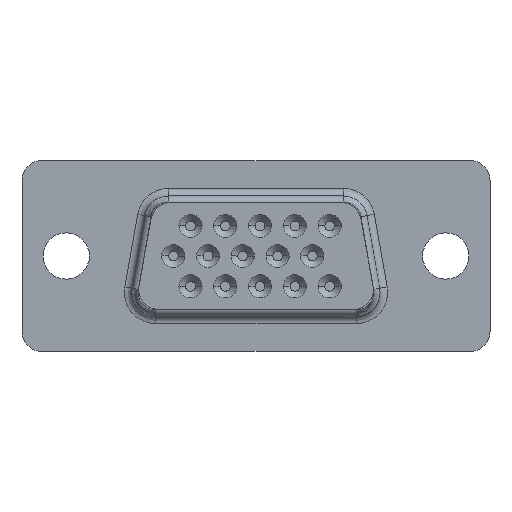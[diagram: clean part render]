
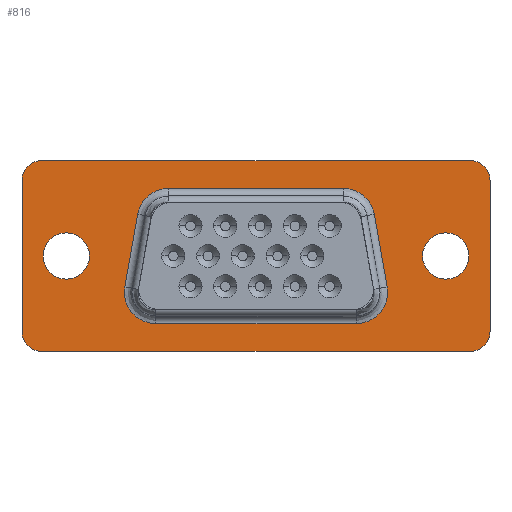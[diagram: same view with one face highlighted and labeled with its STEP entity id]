
A CAD part, front view. The second image highlights one B-rep face of the part: STEP entity #816.
In plain terms, the highlighted planar face has unit normal (0, -1, 0).
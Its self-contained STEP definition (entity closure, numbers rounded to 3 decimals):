
#101=FACE_BOUND('',#1503,.T.);
#102=FACE_BOUND('',#1504,.T.);
#103=FACE_BOUND('',#1505,.T.);
#104=FACE_BOUND('',#1506,.T.);
#816=ADVANCED_FACE('',(#101,#102,#103,#104),#972,.T.);
#972=PLANE('',#8240);
#1503=EDGE_LOOP('',(#2541,#2542));
#1504=EDGE_LOOP('',(#2543,#2544));
#1505=EDGE_LOOP('',(#2545,#2546,#2547,#2548,#2549,#2550,#2551,#2552));
#1506=EDGE_LOOP('',(#2553,#2554,#2555,#2556,#2557,#2558,#2559,#2560));
#2541=ORIENTED_EDGE('',*,*,#3940,.T.);
#2542=ORIENTED_EDGE('',*,*,#3936,.T.);
#2543=ORIENTED_EDGE('',*,*,#3946,.T.);
#2544=ORIENTED_EDGE('',*,*,#3942,.T.);
#2545=ORIENTED_EDGE('',*,*,#3980,.T.);
#2546=ORIENTED_EDGE('',*,*,#3981,.T.);
#2547=ORIENTED_EDGE('',*,*,#3982,.T.);
#2548=ORIENTED_EDGE('',*,*,#3983,.T.);
#2549=ORIENTED_EDGE('',*,*,#3984,.T.);
#2550=ORIENTED_EDGE('',*,*,#3985,.T.);
#2551=ORIENTED_EDGE('',*,*,#3986,.T.);
#2552=ORIENTED_EDGE('',*,*,#3987,.T.);
#2553=ORIENTED_EDGE('',*,*,#3979,.F.);
#2554=ORIENTED_EDGE('',*,*,#3956,.F.);
#2555=ORIENTED_EDGE('',*,*,#3961,.F.);
#2556=ORIENTED_EDGE('',*,*,#3964,.F.);
#2557=ORIENTED_EDGE('',*,*,#3967,.F.);
#2558=ORIENTED_EDGE('',*,*,#3970,.F.);
#2559=ORIENTED_EDGE('',*,*,#3973,.F.);
#2560=ORIENTED_EDGE('',*,*,#3976,.F.);
#3328=VERTEX_POINT('',#11910);
#3329=VERTEX_POINT('',#11911);
#3332=VERTEX_POINT('',#11926);
#3333=VERTEX_POINT('',#11927);
#3344=VERTEX_POINT('',#11959);
#3345=VERTEX_POINT('',#11960);
#3348=VERTEX_POINT('',#11969);
#3350=VERTEX_POINT('',#11975);
#3352=VERTEX_POINT('',#11981);
#3354=VERTEX_POINT('',#11987);
#3356=VERTEX_POINT('',#11993);
#3358=VERTEX_POINT('',#11999);
#3360=VERTEX_POINT('',#12007);
#3361=VERTEX_POINT('',#12008);
#3362=VERTEX_POINT('',#12010);
#3363=VERTEX_POINT('',#12012);
#3364=VERTEX_POINT('',#12014);
#3365=VERTEX_POINT('',#12016);
#3366=VERTEX_POINT('',#12018);
#3367=VERTEX_POINT('',#12020);
#3936=EDGE_CURVE('',#3328,#3329,#4460,.T.);
#3940=EDGE_CURVE('',#3329,#3328,#4462,.T.);
#3942=EDGE_CURVE('',#3332,#3333,#4464,.T.);
#3946=EDGE_CURVE('',#3333,#3332,#4466,.T.);
#3956=EDGE_CURVE('',#3344,#3345,#4472,.T.);
#3961=EDGE_CURVE('',#3348,#3344,#5460,.T.);
#3964=EDGE_CURVE('',#3350,#3348,#4473,.T.);
#3967=EDGE_CURVE('',#3352,#3350,#5465,.T.);
#3970=EDGE_CURVE('',#3354,#3352,#4474,.T.);
#3973=EDGE_CURVE('',#3356,#3354,#5470,.T.);
#3976=EDGE_CURVE('',#3358,#3356,#4475,.T.);
#3979=EDGE_CURVE('',#3345,#3358,#5475,.T.);
#3980=EDGE_CURVE('',#3360,#3361,#4476,.T.);
#3981=EDGE_CURVE('',#3361,#3362,#5476,.T.);
#3982=EDGE_CURVE('',#3362,#3363,#4477,.T.);
#3983=EDGE_CURVE('',#3363,#3364,#5477,.T.);
#3984=EDGE_CURVE('',#3364,#3365,#4478,.T.);
#3985=EDGE_CURVE('',#3365,#3366,#5478,.T.);
#3986=EDGE_CURVE('',#3366,#3367,#4479,.T.);
#3987=EDGE_CURVE('',#3367,#3360,#5479,.T.);
#4460=CIRCLE('',#8211,1.525);
#4462=CIRCLE('',#8213,1.525);
#4464=CIRCLE('',#8215,1.525);
#4466=CIRCLE('',#8217,1.525);
#4472=CIRCLE('',#8224,1.3);
#4473=CIRCLE('',#8227,1.3);
#4474=CIRCLE('',#8230,1.3);
#4475=CIRCLE('',#8233,1.3);
#4476=CIRCLE('',#8236,2.06);
#4477=CIRCLE('',#8237,2.06);
#4478=CIRCLE('',#8238,2.06);
#4479=CIRCLE('',#8239,2.06);
#5460=LINE('',#11968,#5918);
#5465=LINE('',#11980,#5923);
#5470=LINE('',#11992,#5928);
#5475=LINE('',#12004,#5933);
#5476=LINE('',#12009,#5934);
#5477=LINE('',#12013,#5935);
#5478=LINE('',#12017,#5936);
#5479=LINE('',#12021,#5937);
#5918=VECTOR('',#9598,1.);
#5923=VECTOR('',#9609,1.);
#5928=VECTOR('',#9620,1.);
#5933=VECTOR('',#9631,1.);
#5934=VECTOR('',#9636,1.);
#5935=VECTOR('',#9639,1.);
#5936=VECTOR('',#9642,1.);
#5937=VECTOR('',#9645,1.);
#8211=AXIS2_PLACEMENT_3D('',#11909,#9552,#9553);
#8213=AXIS2_PLACEMENT_3D('',#11920,#9559,#9560);
#8215=AXIS2_PLACEMENT_3D('',#11925,#9564,#9565);
#8217=AXIS2_PLACEMENT_3D('',#11936,#9571,#9572);
#8224=AXIS2_PLACEMENT_3D('',#11958,#9590,#9591);
#8227=AXIS2_PLACEMENT_3D('',#11974,#9603,#9604);
#8230=AXIS2_PLACEMENT_3D('',#11986,#9614,#9615);
#8233=AXIS2_PLACEMENT_3D('',#11998,#9625,#9626);
#8236=AXIS2_PLACEMENT_3D('',#12006,#9634,#9635);
#8237=AXIS2_PLACEMENT_3D('',#12011,#9637,#9638);
#8238=AXIS2_PLACEMENT_3D('',#12015,#9640,#9641);
#8239=AXIS2_PLACEMENT_3D('',#12019,#9643,#9644);
#8240=AXIS2_PLACEMENT_3D('',#12022,#9646,#9647);
#9552=DIRECTION('',(0.,1.,0.));
#9553=DIRECTION('',(-1.,0.,0.));
#9559=DIRECTION('',(0.,1.,0.));
#9560=DIRECTION('',(1.,0.,0.));
#9564=DIRECTION('',(0.,1.,0.));
#9565=DIRECTION('',(-1.,0.,0.));
#9571=DIRECTION('',(0.,1.,0.));
#9572=DIRECTION('',(1.,0.,0.));
#9590=DIRECTION('',(0.,1.,0.));
#9591=DIRECTION('',(0.,0.,1.));
#9598=DIRECTION('',(1.,0.,0.));
#9603=DIRECTION('',(0.,1.,0.));
#9604=DIRECTION('',(-1.,0.,0.));
#9609=DIRECTION('',(0.,0.,1.));
#9614=DIRECTION('',(0.,1.,0.));
#9615=DIRECTION('',(0.,0.,-1.));
#9620=DIRECTION('',(-1.,0.,0.));
#9625=DIRECTION('',(0.,1.,0.));
#9626=DIRECTION('',(1.,0.,0.));
#9631=DIRECTION('',(0.,0.,-1.));
#9634=DIRECTION('',(0.,1.,0.));
#9635=DIRECTION('',(0.,0.,1.));
#9636=DIRECTION('',(0.174,0.,-0.985));
#9637=DIRECTION('',(0.,1.,0.));
#9638=DIRECTION('',(0.985,0.,0.174));
#9639=DIRECTION('',(-1.,0.,0.));
#9640=DIRECTION('',(0.,1.,0.));
#9641=DIRECTION('',(0.,0.,-1.));
#9642=DIRECTION('',(0.174,0.,0.985));
#9643=DIRECTION('',(0.,1.,0.));
#9644=DIRECTION('',(-0.985,0.,0.174));
#9645=DIRECTION('',(1.,0.,0.));
#9646=DIRECTION('',(0.,-1.,0.));
#9647=DIRECTION('',(1.,0.,0.));
#11909=CARTESIAN_POINT('',(-12.495,2.64,0.));
#11910=CARTESIAN_POINT('',(-14.02,2.64,0.));
#11911=CARTESIAN_POINT('',(-10.97,2.64,0.));
#11920=CARTESIAN_POINT('',(-12.495,2.64,0.));
#11925=CARTESIAN_POINT('',(12.495,2.64,0.));
#11926=CARTESIAN_POINT('',(10.97,2.64,0.));
#11927=CARTESIAN_POINT('',(14.02,2.64,0.));
#11936=CARTESIAN_POINT('',(12.495,2.64,0.));
#11958=CARTESIAN_POINT('',(14.105,2.64,4.975));
#11959=CARTESIAN_POINT('',(14.105,2.64,6.275));
#11960=CARTESIAN_POINT('',(15.405,2.64,4.975));
#11968=CARTESIAN_POINT('',(-14.105,2.64,6.275));
#11969=CARTESIAN_POINT('',(-14.105,2.64,6.275));
#11974=CARTESIAN_POINT('',(-14.105,2.64,4.975));
#11975=CARTESIAN_POINT('',(-15.405,2.64,4.975));
#11980=CARTESIAN_POINT('',(-15.405,2.64,-4.975));
#11981=CARTESIAN_POINT('',(-15.405,2.64,-4.975));
#11986=CARTESIAN_POINT('',(-14.105,2.64,-4.975));
#11987=CARTESIAN_POINT('',(-14.105,2.64,-6.275));
#11992=CARTESIAN_POINT('',(14.105,2.64,-6.275));
#11993=CARTESIAN_POINT('',(14.105,2.64,-6.275));
#11998=CARTESIAN_POINT('',(14.105,2.64,-4.975));
#11999=CARTESIAN_POINT('',(15.405,2.64,-4.975));
#12004=CARTESIAN_POINT('',(15.405,2.64,4.975));
#12006=CARTESIAN_POINT('',(5.762,2.64,2.39));
#12007=CARTESIAN_POINT('',(5.762,2.64,4.45));
#12008=CARTESIAN_POINT('',(7.791,2.64,2.748));
#12009=CARTESIAN_POINT('',(7.791,2.64,2.748));
#12010=CARTESIAN_POINT('',(8.634,2.64,-2.032));
#12011=CARTESIAN_POINT('',(6.605,2.64,-2.39));
#12012=CARTESIAN_POINT('',(6.605,2.64,-4.45));
#12013=CARTESIAN_POINT('',(6.605,2.64,-4.45));
#12014=CARTESIAN_POINT('',(-6.605,2.64,-4.45));
#12015=CARTESIAN_POINT('',(-6.605,2.64,-2.39));
#12016=CARTESIAN_POINT('',(-8.634,2.64,-2.032));
#12017=CARTESIAN_POINT('',(-8.634,2.64,-2.032));
#12018=CARTESIAN_POINT('',(-7.791,2.64,2.748));
#12019=CARTESIAN_POINT('',(-5.762,2.64,2.39));
#12020=CARTESIAN_POINT('',(-5.762,2.64,4.45));
#12021=CARTESIAN_POINT('',(-5.762,2.64,4.45));
#12022=CARTESIAN_POINT('',(-16.946,2.64,-6.903));
